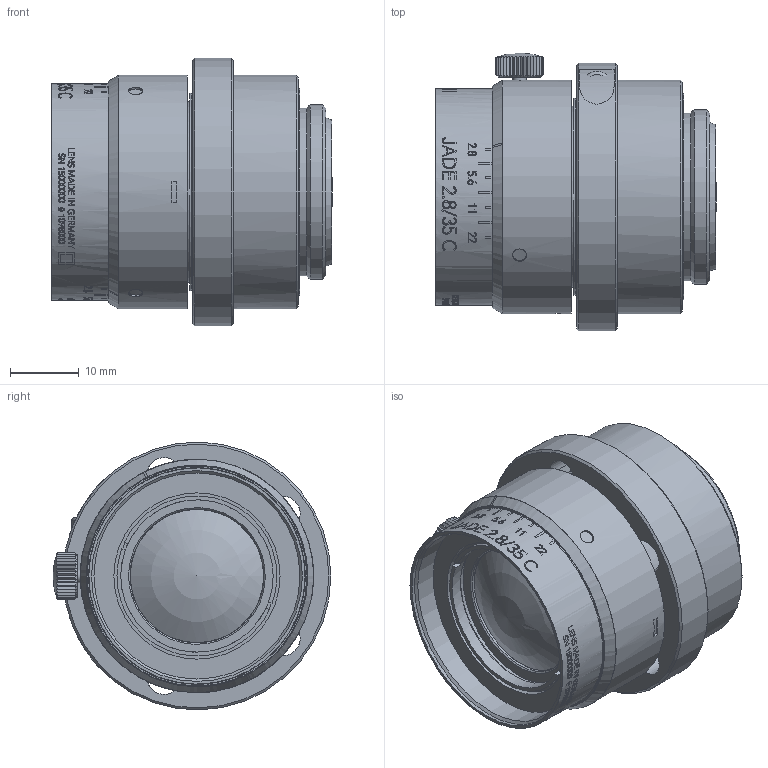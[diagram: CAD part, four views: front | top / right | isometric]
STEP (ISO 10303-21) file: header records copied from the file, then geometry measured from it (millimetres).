
FILE_DESCRIPTION(/* description */ (''),/* implementation_level */ '2;1');
FILE_NAME(/* name */ '1098000_00158846_003.stp',/* time_stamp */ '2021-09-17T12:55:45+02:00',/* author */ (''),/* organization */ (''),/* preprocessor_version */ 'ST-DEVELOPER v16',/* originating_system */ 'SIEMENS PLM Software NX 10.0',/* authorisation */ '');
FILE_SCHEMA (('AP203_CONFIGURATION_CONTROLLED_3D_DESIGN_OF_MECHANICAL_PARTS_AND_ASSEMBLIES_MIM_LF { 1 0 10303 403 2 1 2}'));
Length unit declared in the file: millimetre
Products named in the file (1): Froe47D4E78Cknb4
Bounding box: 40.84 x 40.44 x 38.99 mm (x, y, z)
Volume: 30939.6 mm3; surface area: 11036.4 mm2
Topology: 1 solids, 7 shells, 471 faces, 1598 edges, 1272 vertices
Faces by surface type: cylinder 219, plane 199, cone 40, torus 8, sphere 3, bspline 2
Full cylindrical faces by diameter (mm): 1.1 x1, 1.7 x3, 1.9 x3, 2 x1, 2.05 x4, 2.5 x1, 2.7 x3, 2.8 x1, 4.5 x1, 19.5 x1, 21 x1, 22.2 x2, 23.019 x1, 24.2 x1, 24.4 x1, 25.4 x1, 26.36 x1, 28.971 x1, 30 x2, 30.7 x1, 31 x1, 31.5 x2, 32 x1, 34 x2
Entity records: 20671 total; most frequent: CARTESIAN_POINT 8042, ORIENTED_EDGE 2977, DIRECTION 1876, EDGE_CURVE 1507, VERTEX_POINT 1243, B_SPLINE_CURVE_WITH_KNOTS 817, AXIS2_PLACEMENT_3D 755, EDGE_LOOP 693
